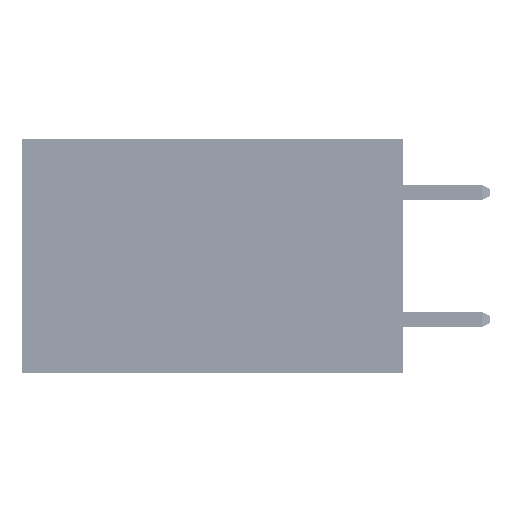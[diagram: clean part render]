
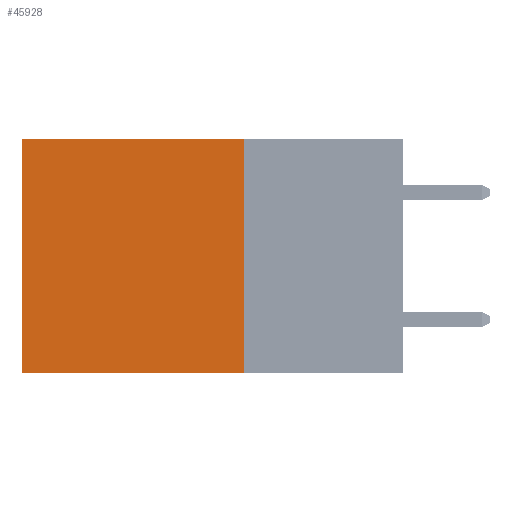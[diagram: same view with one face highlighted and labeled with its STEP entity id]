
A CAD part, left-side view. The second image highlights one B-rep face of the part: STEP entity #45928.
In plain terms, the highlighted planar face has unit normal (-1, 0, 0).
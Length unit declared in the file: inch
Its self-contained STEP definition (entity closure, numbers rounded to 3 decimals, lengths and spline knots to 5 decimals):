
#1417 = VERTEX_POINT ( 'NONE', #40545 ) ;
#1718 = VECTOR ( 'NONE', #21881, 39.37008 ) ;
#2923 = LINE ( 'NONE', #40836, #49795 ) ;
#4390 = CARTESIAN_POINT ( 'NONE',  ( 0.2875, 0.25, 0. ) ) ;
#5982 = VERTEX_POINT ( 'NONE', #32288 ) ;
#6131 = VECTOR ( 'NONE', #44923, 39.37008 ) ;
#7829 = DIRECTION ( 'NONE',  ( 0., 0., -1. ) ) ;
#9289 = CARTESIAN_POINT ( 'NONE',  ( 0.2875, 0.25, 0. ) ) ;
#9310 = VERTEX_POINT ( 'NONE', #9289 ) ;
#10095 = VECTOR ( 'NONE', #41255, 39.37008 ) ;
#12178 = EDGE_CURVE ( 'NONE', #5982, #31024, #50037, .T. ) ;
#12310 = ORIENTED_EDGE ( 'NONE', *, *, #12178, .T. ) ;
#14074 = CARTESIAN_POINT ( 'NONE',  ( 0.2875, 0.25, 0. ) ) ;
#14557 = ORIENTED_EDGE ( 'NONE', *, *, #18394, .F. ) ;
#15794 = CARTESIAN_POINT ( 'NONE',  ( 0.2875, 0.25, 0. ) ) ;
#17539 = AXIS2_PLACEMENT_3D ( 'NONE', #15794, #43170, #7829 ) ;
#18394 = EDGE_CURVE ( 'NONE', #9310, #1417, #28977, .T. ) ;
#18809 = ORIENTED_EDGE ( 'NONE', *, *, #41561, .T. ) ;
#21881 = DIRECTION ( 'NONE',  ( 0., 1., 0. ) ) ;
#23147 = ORIENTED_EDGE ( 'NONE', *, *, #35260, .F. ) ;
#23652 = LINE ( 'NONE', #4390, #1718 ) ;
#23798 = PLANE ( 'NONE',  #17539 ) ;
#23933 = FACE_OUTER_BOUND ( 'NONE', #37277, .T. ) ;
#24317 = CARTESIAN_POINT ( 'NONE',  ( 0.2875, 0.6, -0.37 ) ) ;
#28825 = CARTESIAN_POINT ( 'NONE',  ( 0.2875, 0.6, 0. ) ) ;
#28977 = LINE ( 'NONE', #14074, #10095 ) ;
#31024 = VERTEX_POINT ( 'NONE', #24317 ) ;
#32288 = CARTESIAN_POINT ( 'NONE',  ( 0.2875, 0.6, 0. ) ) ;
#33011 = DIRECTION ( 'NONE',  ( 0., 1., 0. ) ) ;
#35260 = EDGE_CURVE ( 'NONE', #1417, #31024, #2923, .T. ) ;
#37277 = EDGE_LOOP ( 'NONE', ( #12310, #23147, #14557, #18809 ) ) ;
#40545 = CARTESIAN_POINT ( 'NONE',  ( 0.2875, 0.25, -0.37 ) ) ;
#40836 = CARTESIAN_POINT ( 'NONE',  ( 0.2875, 0.25, -0.37 ) ) ;
#41255 = DIRECTION ( 'NONE',  ( 0., 0., -1. ) ) ;
#41561 = EDGE_CURVE ( 'NONE', #9310, #5982, #23652, .T. ) ;
#43170 = DIRECTION ( 'NONE',  ( 1., 0., 0. ) ) ;
#44923 = DIRECTION ( 'NONE',  ( 0., 0., -1. ) ) ;
#45928 = ADVANCED_FACE ( 'NONE', ( #23933 ), #23798, .F. ) ;
#49795 = VECTOR ( 'NONE', #33011, 39.37008 ) ;
#50037 = LINE ( 'NONE', #28825, #6131 ) ;
